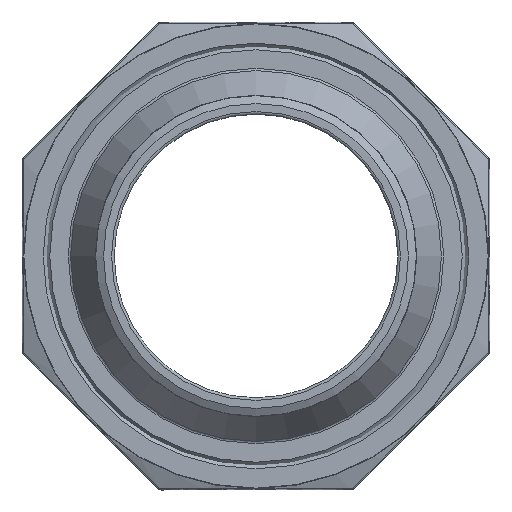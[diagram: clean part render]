
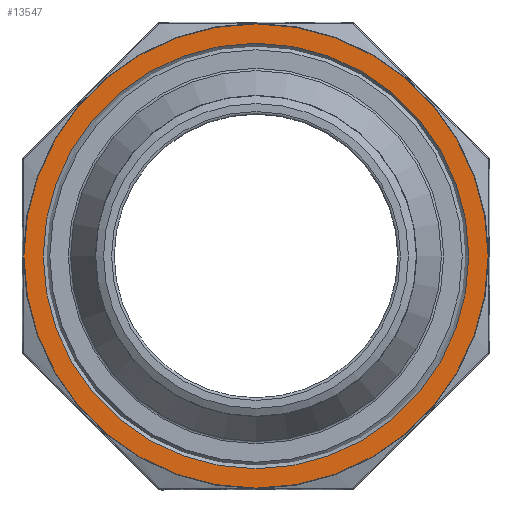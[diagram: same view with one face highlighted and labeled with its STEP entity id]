
A CAD part, left-side view. The second image highlights one B-rep face of the part: STEP entity #13547.
In plain terms, the highlighted planar face has unit normal (-1, 0, 0).
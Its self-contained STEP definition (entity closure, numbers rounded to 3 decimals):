
#233 = AXIS2_PLACEMENT_3D ( 'NONE', #8136, #11108, #18073 ) ;
#1703 = EDGE_LOOP ( 'NONE', ( #17039 ) ) ;
#2580 = CARTESIAN_POINT ( 'NONE',  ( -15.5, 40., 0. ) ) ;
#3865 = CIRCLE ( 'NONE', #17938, 43.647 ) ;
#4474 = ORIENTED_EDGE ( 'NONE', *, *, #16227, .T. ) ;
#4965 = EDGE_CURVE ( 'NONE', #12609, #12609, #10059, .T. ) ;
#5060 = AXIS2_PLACEMENT_3D ( 'NONE', #13199, #10339, #14432 ) ;
#8136 = CARTESIAN_POINT ( 'NONE',  ( -15.5, 0., 0. ) ) ;
#8683 = FACE_OUTER_BOUND ( 'NONE', #9734, .T. ) ;
#9734 = EDGE_LOOP ( 'NONE', ( #4474 ) ) ;
#10059 = CIRCLE ( 'NONE', #233, 40. ) ;
#10339 = DIRECTION ( 'NONE',  ( -1., 0., 0. ) ) ;
#11108 = DIRECTION ( 'NONE',  ( 1., 0., 0. ) ) ;
#11274 = CARTESIAN_POINT ( 'NONE',  ( -15.5, 0., 0. ) ) ;
#12609 = VERTEX_POINT ( 'NONE', #2580 ) ;
#13085 = PLANE ( 'NONE',  #5060 ) ;
#13199 = CARTESIAN_POINT ( 'NONE',  ( -15.5, 53.92, 0. ) ) ;
#13547 = ADVANCED_FACE ( 'NONE', ( #8683, #17514 ), #13085, .T. ) ;
#14308 = CARTESIAN_POINT ( 'NONE',  ( -15.5, -43.647, 0. ) ) ;
#14432 = DIRECTION ( 'NONE',  ( 0., -1., 0. ) ) ;
#16227 = EDGE_CURVE ( 'NONE', #16935, #16935, #3865, .T. ) ;
#16752 = DIRECTION ( 'NONE',  ( -1., 0., 0. ) ) ;
#16935 = VERTEX_POINT ( 'NONE', #14308 ) ;
#17039 = ORIENTED_EDGE ( 'NONE', *, *, #4965, .T. ) ;
#17514 = FACE_BOUND ( 'NONE', #1703, .T. ) ;
#17938 = AXIS2_PLACEMENT_3D ( 'NONE', #11274, #16752, #18344 ) ;
#18073 = DIRECTION ( 'NONE',  ( 0., 1., 0. ) ) ;
#18344 = DIRECTION ( 'NONE',  ( 0., -1., 0. ) ) ;
